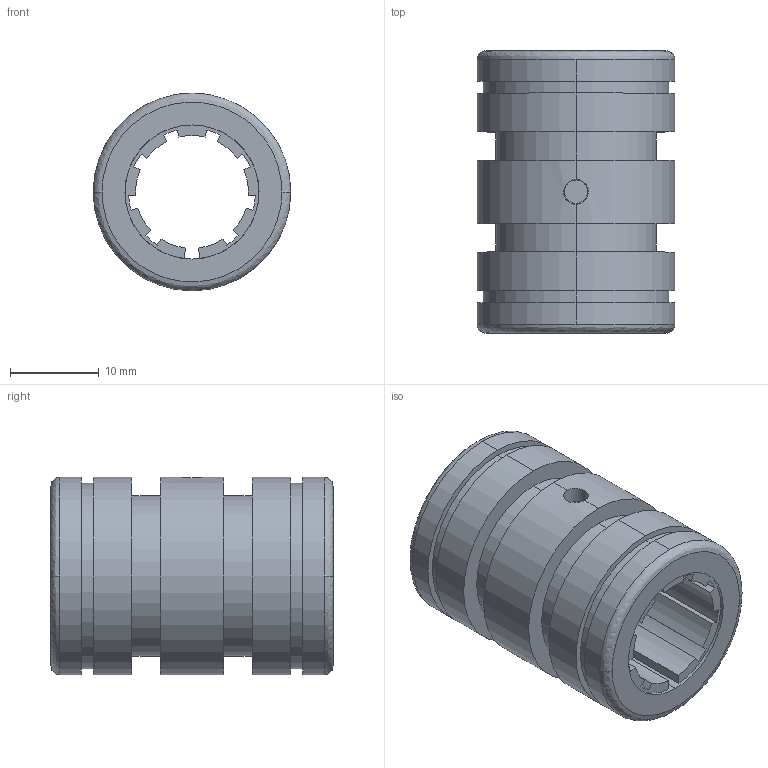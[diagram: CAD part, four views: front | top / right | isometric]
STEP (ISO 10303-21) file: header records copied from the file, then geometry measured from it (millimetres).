
FILE_DESCRIPTION (( 'STEP AP214' ), '1' );
FILE_NAME ('A-RJUI-01-08.step', '2017-11-29T20:23:05', ( '' ), ( '' ), 'SwSTEP 2.0', 'SolidWorks 2017', '' );
FILE_SCHEMA (( 'AUTOMOTIVE_DESIGN' ));
Length unit declared in the file: inch
Products named in the file (1): A-RJUI-01-08
Bounding box: 22.23 x 31.75 x 22.23 mm (x, y, z)
Volume: 6828.1 mm3; surface area: 8142.2 mm2
Topology: 2 solids, 2 shells, 129 faces, 333 edges, 222 vertices
Faces by surface type: plane 67, cylinder 58, bspline 4
Entity records: 6249 total; most frequent: CARTESIAN_POINT 1261, DIRECTION 707, ORIENTED_EDGE 666, EDGE_CURVE 333, AXIS2_PLACEMENT_3D 264, VERTEX_POINT 222, VECTOR 179, LINE 179
